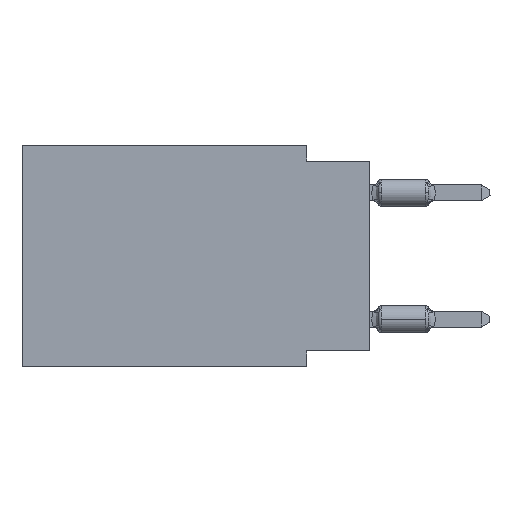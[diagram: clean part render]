
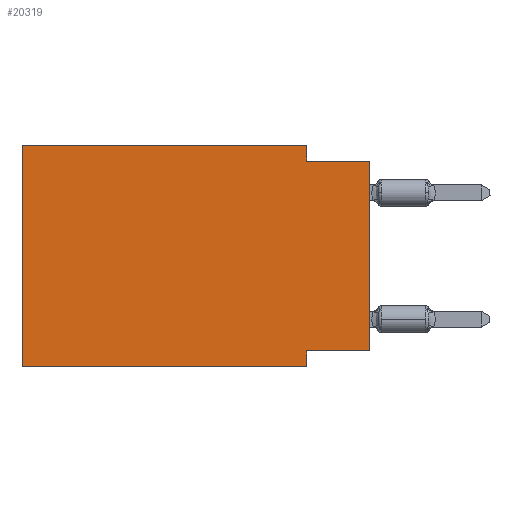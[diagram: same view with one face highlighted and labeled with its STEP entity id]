
A CAD part, left-side view. The second image highlights one B-rep face of the part: STEP entity #20319.
In plain terms, the highlighted planar face has unit normal (-1, 0, 0).
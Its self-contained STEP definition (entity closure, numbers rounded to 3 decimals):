
#19 = DIRECTION ( 'NONE',  ( 0., 0., 1. ) ) ;
#68 = ORIENTED_EDGE ( 'NONE', *, *, #6766, .F. ) ;
#901 = LINE ( 'NONE', #17195, #11568 ) ;
#1051 = EDGE_CURVE ( 'NONE', #11363, #13397, #901, .T. ) ;
#1069 = LINE ( 'NONE', #20669, #9086 ) ;
#1127 = CARTESIAN_POINT ( 'NONE',  ( 0., 13.97, 0. ) ) ;
#1324 = LINE ( 'NONE', #14733, #1513 ) ;
#1513 = VECTOR ( 'NONE', #16441, 1000. ) ;
#1961 = EDGE_CURVE ( 'NONE', #16637, #10151, #1324, .T. ) ;
#2973 = VECTOR ( 'NONE', #17328, 1000. ) ;
#4507 = EDGE_CURVE ( 'NONE', #9257, #15438, #14457, .T. ) ;
#5474 = ORIENTED_EDGE ( 'NONE', *, *, #17174, .F. ) ;
#5905 = ORIENTED_EDGE ( 'NONE', *, *, #4507, .F. ) ;
#5991 = DIRECTION ( 'NONE',  ( 0., 0., 1. ) ) ;
#6112 = VECTOR ( 'NONE', #20880, 1000. ) ;
#6362 = VERTEX_POINT ( 'NONE', #12679 ) ;
#6657 = CARTESIAN_POINT ( 'NONE',  ( 0., 0., 0. ) ) ;
#6766 = EDGE_CURVE ( 'NONE', #10151, #11363, #17658, .T. ) ;
#7062 = ORIENTED_EDGE ( 'NONE', *, *, #9235, .T. ) ;
#7577 = PLANE ( 'NONE',  #9684 ) ;
#7672 = DIRECTION ( 'NONE',  ( 0., 0., -1. ) ) ;
#7830 = CARTESIAN_POINT ( 'NONE',  ( 0., 0., -8.255 ) ) ;
#7889 = VECTOR ( 'NONE', #19, 1000. ) ;
#8518 = ORIENTED_EDGE ( 'NONE', *, *, #1961, .F. ) ;
#8804 = VECTOR ( 'NONE', #10136, 1000. ) ;
#9086 = VECTOR ( 'NONE', #5991, 1000. ) ;
#9235 = EDGE_CURVE ( 'NONE', #12397, #15438, #12626, .T. ) ;
#9257 = VERTEX_POINT ( 'NONE', #11008 ) ;
#9684 = AXIS2_PLACEMENT_3D ( 'NONE', #1127, #12927, #7672 ) ;
#10136 = DIRECTION ( 'NONE',  ( 0., 0., -1. ) ) ;
#10151 = VERTEX_POINT ( 'NONE', #12783 ) ;
#10709 = CARTESIAN_POINT ( 'NONE',  ( 0., 13.97, 0. ) ) ;
#10873 = DIRECTION ( 'NONE',  ( 0., -1., 0. ) ) ;
#11008 = CARTESIAN_POINT ( 'NONE',  ( 0., 2.54, -8.255 ) ) ;
#11363 = VERTEX_POINT ( 'NONE', #14502 ) ;
#11568 = VECTOR ( 'NONE', #10873, 1000. ) ;
#12397 = VERTEX_POINT ( 'NONE', #13386 ) ;
#12545 = EDGE_CURVE ( 'NONE', #6362, #13397, #14611, .T. ) ;
#12551 = CARTESIAN_POINT ( 'NONE',  ( 0., 2.54, 0. ) ) ;
#12626 = LINE ( 'NONE', #15941, #2973 ) ;
#12679 = CARTESIAN_POINT ( 'NONE',  ( 0., 0., -8.255 ) ) ;
#12783 = CARTESIAN_POINT ( 'NONE',  ( 0., 2.54, 0. ) ) ;
#12890 = CARTESIAN_POINT ( 'NONE',  ( 0., 0., -0.635 ) ) ;
#12927 = DIRECTION ( 'NONE',  ( 1., 0., 0. ) ) ;
#13386 = CARTESIAN_POINT ( 'NONE',  ( 0., 13.97, -8.89 ) ) ;
#13397 = VERTEX_POINT ( 'NONE', #12890 ) ;
#13976 = ORIENTED_EDGE ( 'NONE', *, *, #12545, .T. ) ;
#14169 = ORIENTED_EDGE ( 'NONE', *, *, #1051, .F. ) ;
#14457 = LINE ( 'NONE', #19350, #8804 ) ;
#14502 = CARTESIAN_POINT ( 'NONE',  ( 0., 2.54, -0.635 ) ) ;
#14611 = LINE ( 'NONE', #6657, #7889 ) ;
#14733 = CARTESIAN_POINT ( 'NONE',  ( 0., 13.97, 0. ) ) ;
#14948 = EDGE_CURVE ( 'NONE', #6362, #9257, #20679, .T. ) ;
#15438 = VERTEX_POINT ( 'NONE', #17857 ) ;
#15868 = EDGE_LOOP ( 'NONE', ( #13976, #14169, #68, #8518, #5474, #7062, #5905, #20209 ) ) ;
#15941 = CARTESIAN_POINT ( 'NONE',  ( 0., 13.97, -8.89 ) ) ;
#16441 = DIRECTION ( 'NONE',  ( 0., -1., 0. ) ) ;
#16637 = VERTEX_POINT ( 'NONE', #10709 ) ;
#17174 = EDGE_CURVE ( 'NONE', #12397, #16637, #1069, .T. ) ;
#17195 = CARTESIAN_POINT ( 'NONE',  ( 0., 0., -0.635 ) ) ;
#17328 = DIRECTION ( 'NONE',  ( 0., -1., 0. ) ) ;
#17622 = FACE_OUTER_BOUND ( 'NONE', #15868, .T. ) ;
#17658 = LINE ( 'NONE', #12551, #6112 ) ;
#17857 = CARTESIAN_POINT ( 'NONE',  ( 0., 2.54, -8.89 ) ) ;
#18970 = DIRECTION ( 'NONE',  ( 0., 1., 0. ) ) ;
#19350 = CARTESIAN_POINT ( 'NONE',  ( 0., 2.54, -8.89 ) ) ;
#20209 = ORIENTED_EDGE ( 'NONE', *, *, #14948, .F. ) ;
#20319 = ADVANCED_FACE ( 'NONE', ( #17622 ), #7577, .F. ) ;
#20440 = VECTOR ( 'NONE', #18970, 1000. ) ;
#20669 = CARTESIAN_POINT ( 'NONE',  ( 0., 13.97, 0. ) ) ;
#20679 = LINE ( 'NONE', #7830, #20440 ) ;
#20880 = DIRECTION ( 'NONE',  ( 0., 0., -1. ) ) ;
